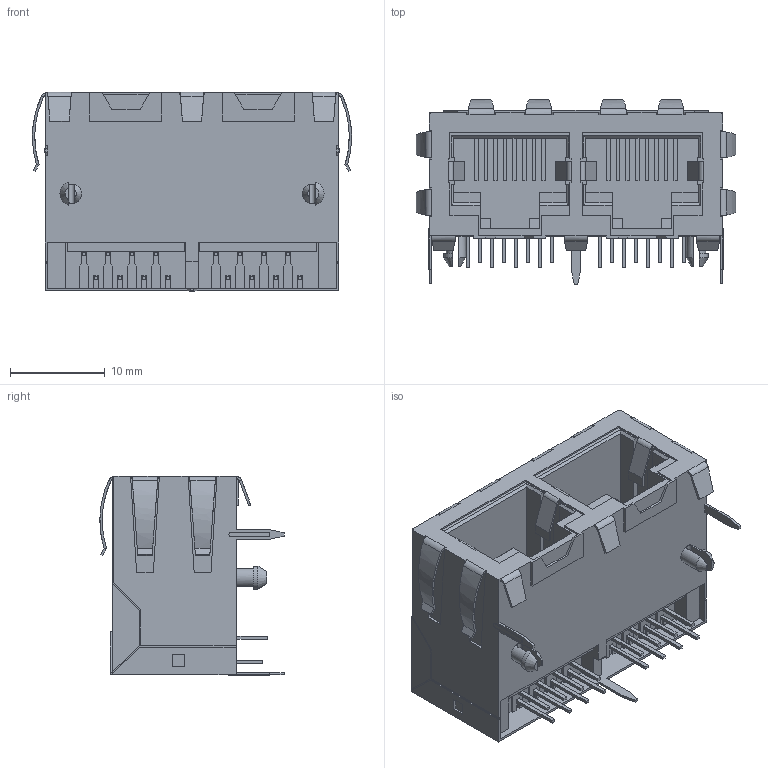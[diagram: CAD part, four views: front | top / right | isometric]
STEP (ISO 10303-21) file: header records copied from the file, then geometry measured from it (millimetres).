
FILE_DESCRIPTION (( 'STEP AP214' ), '1' );
FILE_NAME ('0B4F6B69-10C9-49E2-8EC2-786D8DEFD8FD.STEP', '2009-03-03T09:56:54', ( 'SysAdmin' ), ( 'SolidWorks' ), 'SwSTEP 2.0', 'SolidWorks 2009', '' );
FILE_SCHEMA (( 'AUTOMOTIVE_DESIGN' ));
Products named in the file (1): 0B4F6B69-10C9-49E2-8EC2-786D8DEFD8FD
Bounding box: 33.77 x 19.49 x 21.08 mm (x, y, z)
Volume: 5712.6 mm3; surface area: 4868.8 mm2
Topology: 1 solids, 1 shells, 710 faces, 1913 edges, 1228 vertices
Faces by surface type: plane 592, bspline 70, cylinder 44, cone 4
Entity records: 33688 total; most frequent: CARTESIAN_POINT 16314, ORIENTED_EDGE 3826, DIRECTION 3131, EDGE_CURVE 1913, VECTOR 1761, LINE 1761, VERTEX_POINT 1228, EDGE_LOOP 733
